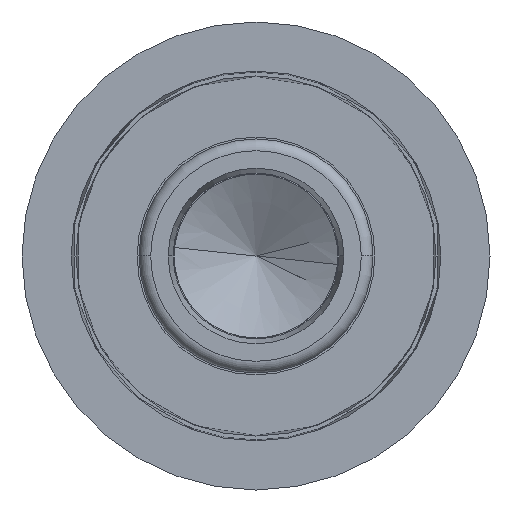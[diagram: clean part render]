
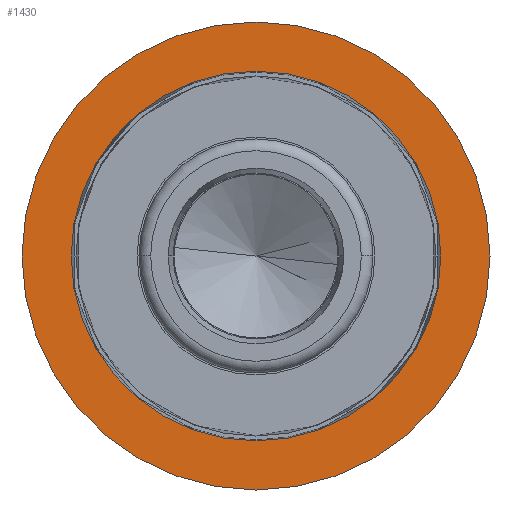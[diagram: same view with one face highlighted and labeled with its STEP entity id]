
A CAD part, left-side view. The second image highlights one B-rep face of the part: STEP entity #1430.
In plain terms, the highlighted planar face has unit normal (-1, 0, 0).
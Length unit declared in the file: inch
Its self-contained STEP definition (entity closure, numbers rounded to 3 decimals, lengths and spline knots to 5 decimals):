
#81 = EDGE_CURVE ( 'NONE', #4220, #608, #4996, .T. ) ;
#105 = DIRECTION ( 'NONE',  ( 0., 0., 1. ) ) ;
#152 = ORIENTED_EDGE ( 'NONE', *, *, #2820, .T. ) ;
#501 = AXIS2_PLACEMENT_3D ( 'NONE', #4341, #656, #3940 ) ;
#534 = CARTESIAN_POINT ( 'NONE',  ( 0., 0., 0. ) ) ;
#608 = VERTEX_POINT ( 'NONE', #4266 ) ;
#609 = DIRECTION ( 'NONE',  ( 1., 0., 0. ) ) ;
#656 = DIRECTION ( 'NONE',  ( -1., 0., 0. ) ) ;
#720 = CARTESIAN_POINT ( 'NONE',  ( 0., 0., 0. ) ) ;
#991 = DIRECTION ( 'NONE',  ( 0., 1., 0. ) ) ;
#1064 = PLANE ( 'NONE',  #4874 ) ;
#1117 = VERTEX_POINT ( 'NONE', #5072 ) ;
#1179 = VERTEX_POINT ( 'NONE', #2257 ) ;
#1393 = FACE_OUTER_BOUND ( 'NONE', #4467, .T. ) ;
#1395 = CARTESIAN_POINT ( 'NONE',  ( 0., 0., 0. ) ) ;
#1430 = ADVANCED_FACE ( 'NONE', ( #3420, #1393 ), #1064, .F. ) ;
#1711 = ORIENTED_EDGE ( 'NONE', *, *, #3651, .F. ) ;
#1877 = CIRCLE ( 'NONE', #2399, 1.185 ) ;
#2077 = EDGE_LOOP ( 'NONE', ( #5299, #1711 ) ) ;
#2257 = CARTESIAN_POINT ( 'NONE',  ( 0., 0., 1.5 ) ) ;
#2399 = AXIS2_PLACEMENT_3D ( 'NONE', #534, #4529, #105 ) ;
#2554 = CIRCLE ( 'NONE', #4731, 1.5 ) ;
#2572 = AXIS2_PLACEMENT_3D ( 'NONE', #720, #4097, #5323 ) ;
#2633 = EDGE_CURVE ( 'NONE', #1117, #1179, #2554, .T. ) ;
#2653 = DIRECTION ( 'NONE',  ( 0., 0., 1. ) ) ;
#2820 = EDGE_CURVE ( 'NONE', #1179, #1117, #3074, .T. ) ;
#3074 = CIRCLE ( 'NONE', #501, 1.5 ) ;
#3105 = CARTESIAN_POINT ( 'NONE',  ( 0., 1.185, 0. ) ) ;
#3420 = FACE_BOUND ( 'NONE', #2077, .T. ) ;
#3651 = EDGE_CURVE ( 'NONE', #608, #4220, #1877, .T. ) ;
#3940 = DIRECTION ( 'NONE',  ( 0., 0., 1. ) ) ;
#4097 = DIRECTION ( 'NONE',  ( -1., 0., 0. ) ) ;
#4220 = VERTEX_POINT ( 'NONE', #4601 ) ;
#4266 = CARTESIAN_POINT ( 'NONE',  ( 0., 0., -1.185 ) ) ;
#4341 = CARTESIAN_POINT ( 'NONE',  ( 0., 0., 0. ) ) ;
#4467 = EDGE_LOOP ( 'NONE', ( #152, #5134 ) ) ;
#4529 = DIRECTION ( 'NONE',  ( -1., 0., 0. ) ) ;
#4601 = CARTESIAN_POINT ( 'NONE',  ( 0., 0., 1.185 ) ) ;
#4722 = DIRECTION ( 'NONE',  ( -1., 0., 0. ) ) ;
#4731 = AXIS2_PLACEMENT_3D ( 'NONE', #1395, #4722, #2653 ) ;
#4874 = AXIS2_PLACEMENT_3D ( 'NONE', #3105, #609, #991 ) ;
#4996 = CIRCLE ( 'NONE', #2572, 1.185 ) ;
#5072 = CARTESIAN_POINT ( 'NONE',  ( 0., 0., -1.5 ) ) ;
#5134 = ORIENTED_EDGE ( 'NONE', *, *, #2633, .T. ) ;
#5299 = ORIENTED_EDGE ( 'NONE', *, *, #81, .F. ) ;
#5323 = DIRECTION ( 'NONE',  ( 0., 0., 1. ) ) ;
